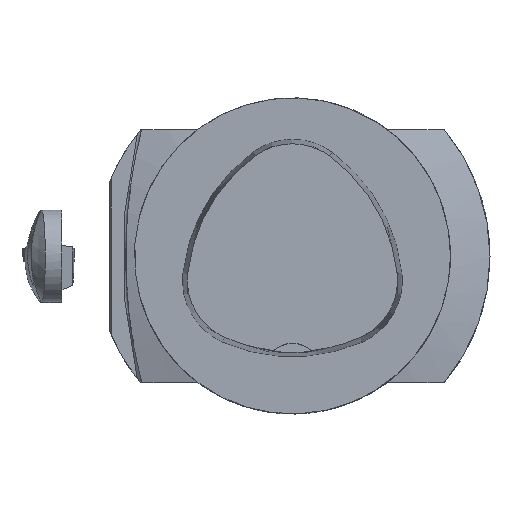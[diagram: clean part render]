
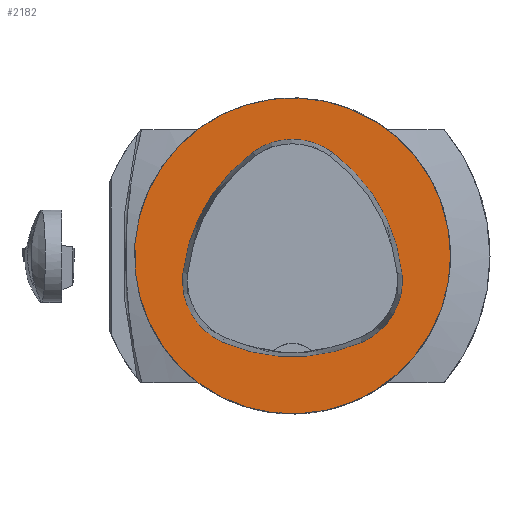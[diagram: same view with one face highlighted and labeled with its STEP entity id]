
A CAD part, top view. The second image highlights one B-rep face of the part: STEP entity #2182.
In plain terms, the highlighted planar face has unit normal (0, 0, 1).
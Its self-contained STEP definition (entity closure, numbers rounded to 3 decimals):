
#1831=FACE_BOUND('',#3225,.T.);
#1832=FACE_BOUND('',#3226,.T.);
#2182=ADVANCED_FACE('',(#1831,#1832),#2512,.T.);
#2512=PLANE('',#7614);
#3225=EDGE_LOOP('',(#5006,#5007,#5008,#5009,#5010,#5011));
#3226=EDGE_LOOP('',(#5012));
#5006=ORIENTED_EDGE('',*,*,#6773,.T.);
#5007=ORIENTED_EDGE('',*,*,#6771,.T.);
#5008=ORIENTED_EDGE('',*,*,#6769,.T.);
#5009=ORIENTED_EDGE('',*,*,#6767,.T.);
#5010=ORIENTED_EDGE('',*,*,#6765,.T.);
#5011=ORIENTED_EDGE('',*,*,#6763,.T.);
#5012=ORIENTED_EDGE('',*,*,#5936,.F.);
#5271=VERTEX_POINT('',#9630);
#5827=VERTEX_POINT('',#11647);
#5828=VERTEX_POINT('',#11649);
#5829=VERTEX_POINT('',#11653);
#5830=VERTEX_POINT('',#11657);
#5831=VERTEX_POINT('',#11661);
#5832=VERTEX_POINT('',#11665);
#5936=EDGE_CURVE('',#5271,#5271,#6889,.T.);
#6763=EDGE_CURVE('',#5828,#5827,#7010,.T.);
#6765=EDGE_CURVE('',#5829,#5828,#7011,.T.);
#6767=EDGE_CURVE('',#5830,#5829,#7012,.T.);
#6769=EDGE_CURVE('',#5831,#5830,#7013,.T.);
#6771=EDGE_CURVE('',#5832,#5831,#7014,.T.);
#6773=EDGE_CURVE('',#5827,#5832,#7015,.T.);
#6889=CIRCLE('',#7162,40.);
#7010=CIRCLE('',#7602,44.);
#7011=CIRCLE('',#7604,17.);
#7012=CIRCLE('',#7606,44.);
#7013=CIRCLE('',#7608,17.);
#7014=CIRCLE('',#7610,44.);
#7015=CIRCLE('',#7612,17.);
#7162=AXIS2_PLACEMENT_3D('',#9629,#7770,#7771);
#7602=AXIS2_PLACEMENT_3D('',#11648,#9268,#9269);
#7604=AXIS2_PLACEMENT_3D('',#11652,#9273,#9274);
#7606=AXIS2_PLACEMENT_3D('',#11656,#9278,#9279);
#7608=AXIS2_PLACEMENT_3D('',#11660,#9283,#9284);
#7610=AXIS2_PLACEMENT_3D('',#11664,#9288,#9289);
#7612=AXIS2_PLACEMENT_3D('',#11668,#9293,#9294);
#7614=AXIS2_PLACEMENT_3D('',#11670,#9297,#9298);
#7770=DIRECTION('',(0.,0.,-1.));
#7771=DIRECTION('',(1.,0.,0.));
#9268=DIRECTION('',(0.,0.,-1.));
#9269=DIRECTION('',(-1.,0.,0.));
#9273=DIRECTION('',(0.,0.,-1.));
#9274=DIRECTION('',(-1.,0.,0.));
#9278=DIRECTION('',(0.,0.,-1.));
#9279=DIRECTION('',(-1.,0.,0.));
#9283=DIRECTION('',(0.,0.,-1.));
#9284=DIRECTION('',(-1.,0.,0.));
#9288=DIRECTION('',(0.,0.,-1.));
#9289=DIRECTION('',(-1.,0.,0.));
#9293=DIRECTION('',(0.,0.,-1.));
#9294=DIRECTION('',(-1.,0.,0.));
#9297=DIRECTION('',(0.,0.,1.));
#9298=DIRECTION('',(1.,0.,0.));
#9629=CARTESIAN_POINT('',(0.,0.,0.));
#9630=CARTESIAN_POINT('',(40.,0.,0.));
#11647=CARTESIAN_POINT('',(-17.652,-21.819,0.));
#11648=CARTESIAN_POINT('',(0.017,18.477,0.));
#11649=CARTESIAN_POINT('',(17.611,-21.852,0.));
#11652=CARTESIAN_POINT('',(10.814,-6.27,0.));
#11653=CARTESIAN_POINT('',(27.71,-4.394,0.));
#11656=CARTESIAN_POINT('',(-16.021,-9.25,0.));
#11657=CARTESIAN_POINT('',(10.049,26.194,0.));
#11660=CARTESIAN_POINT('',(-0.023,12.5,0.));
#11661=CARTESIAN_POINT('',(-10.119,26.178,0.));
#11664=CARTESIAN_POINT('',(16.01,-9.224,0.));
#11665=CARTESIAN_POINT('',(-27.722,-4.378,0.));
#11668=CARTESIAN_POINT('',(-10.825,-6.25,0.));
#11670=CARTESIAN_POINT('',(0.,0.,0.));
